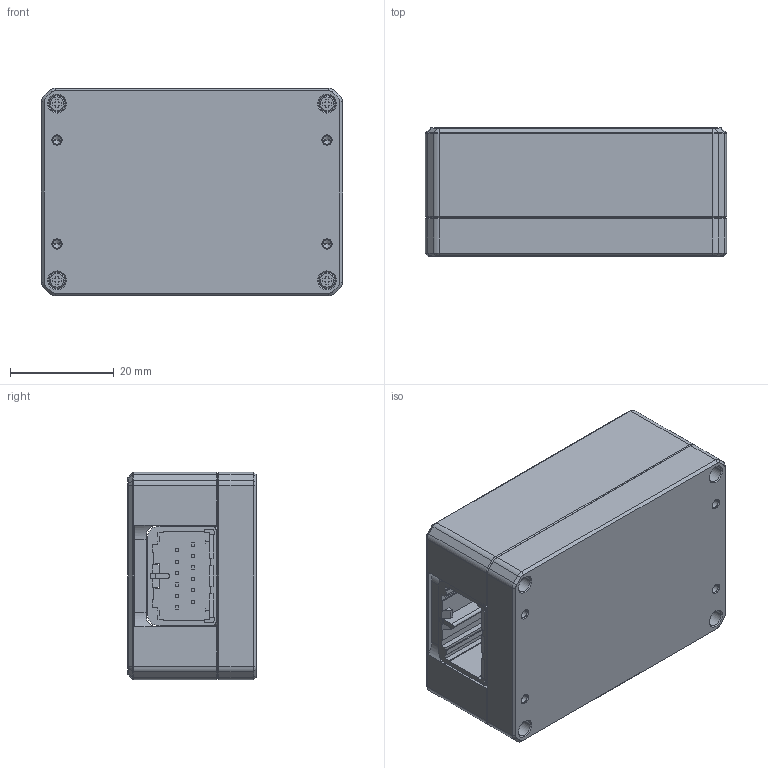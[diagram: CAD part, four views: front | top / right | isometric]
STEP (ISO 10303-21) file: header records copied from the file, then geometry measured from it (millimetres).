
FILE_DESCRIPTION((''),'2;1');
FILE_NAME('EXTEND_LINE_BOARD_ASM_ASM','2020-05-28T',('lucas.zhou'),(''),'CREO PARAMETRIC BY PTC INC, 2014190','CREO PARAMETRIC BY PTC INC, 2014190','');
FILE_SCHEMA(('CONFIG_CONTROL_DESIGN'));
Length unit declared in the file: millimetre
Products named in the file (8): BC_TP_PP000394; K3D-MX34012NF1-V3_JAE_PROPRIETA; YC_WJ_ZZ003266; YC_WJ_ZZ003265; YC_WJ_L00656_02; YC_WJ_L01565_01; YC_WJ_L00175; EXTEND_LINE_BOARD_ASM_ASM
Assembly tree (17 placements, depth 2):
  EXTEND_LINE_BOARD_ASM_ASM
    BC_TP_PP000394
    K3D-MX34012NF1-V3_JAE_PROPRIETA  x2
    YC_WJ_ZZ003266
    YC_WJ_ZZ003265
    YC_WJ_L00656_02  x4
    YC_WJ_L01565_01  x4
    YC_WJ_L00175  x4
Bounding box: 58 x 24.7 x 40 mm (x, y, z)
Volume: 22175.8 mm3; surface area: 29439.8 mm2
Topology: 17 solids, 17 shells, 1381 faces, 3572 edges, 2284 vertices
Faces by surface type: plane 929, cylinder 286, cone 118, torus 40, sphere 8
Entity records: 27277 total; most frequent: CARTESIAN_POINT 4512, DIRECTION 4382, ORIENTED_EDGE 4288, EDGE_CURVE 2144, VECTOR 1590, LINE 1590, AXIS2_PLACEMENT_3D 1396, VERTEX_POINT 1364
